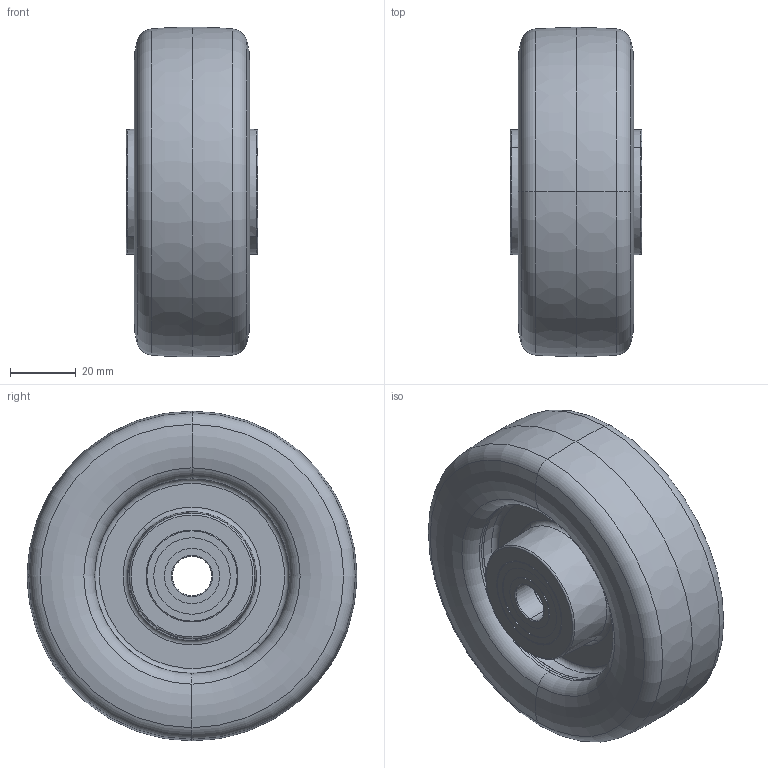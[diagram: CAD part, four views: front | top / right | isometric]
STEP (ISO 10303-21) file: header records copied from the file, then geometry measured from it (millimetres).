
FILE_DESCRIPTION (( 'STEP AP214' ), '1' );
FILE_NAME ('0033740.step', '2023-01-23T08:22:23', ( '' ), ( '' ), 'SwSTEP 2.0', 'SolidWorks 2020', '' );
FILE_SCHEMA (( 'AUTOMOTIVE_DESIGN' ));
Length unit declared in the file: millimetre
Products named in the file (1): 0033740
Bounding box: 40 x 100 x 100 mm (x, y, z)
Surface area: 35262.9 mm2 (no closed solid volume)
Topology: 0 solids, 10 shells, 86 faces, 192 edges, 118 vertices
Faces by surface type: torus 44, cylinder 26, plane 12, cone 4
Entity records: 3400 total; most frequent: DIRECTION 528, CARTESIAN_POINT 397, ORIENTED_EDGE 344, AXIS2_PLACEMENT_3D 249, EDGE_CURVE 192, CIRCLE 162, VERTEX_POINT 118, EDGE_LOOP 98
